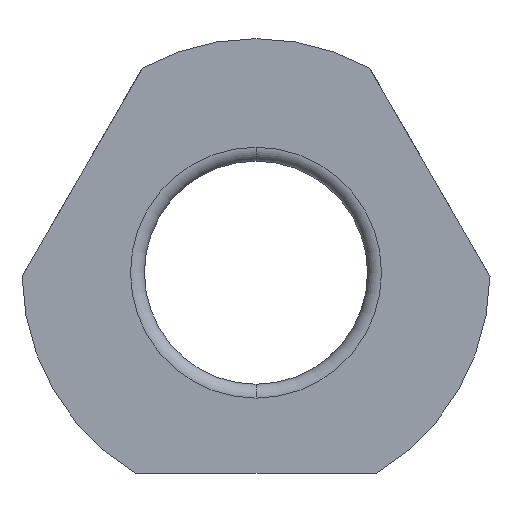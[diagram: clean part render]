
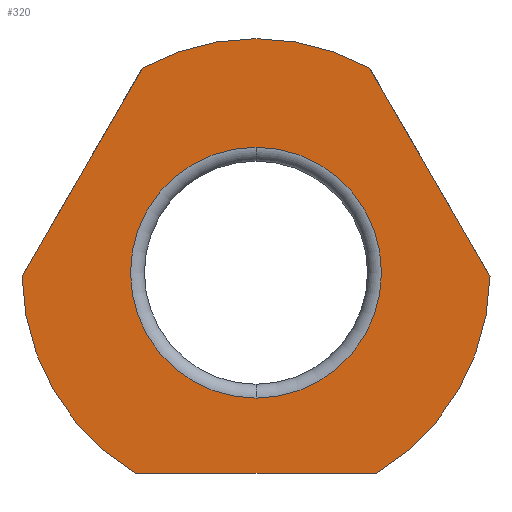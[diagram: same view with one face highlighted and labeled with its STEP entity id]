
A CAD part, front view. The second image highlights one B-rep face of the part: STEP entity #320.
In plain terms, the highlighted planar face has unit normal (0, -1, 0).
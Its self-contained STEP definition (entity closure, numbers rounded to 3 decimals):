
#19 = FACE_OUTER_BOUND ( 'NONE', #135, .T. ) ;
#38 = DIRECTION ( 'NONE',  ( 0.5, 0., -0.866 ) ) ;
#39 = EDGE_CURVE ( 'NONE', #245, #64, #334, .T. ) ;
#48 = CARTESIAN_POINT ( 'NONE',  ( -2.036, 0., 3.669 ) ) ;
#53 = EDGE_CURVE ( 'NONE', #195, #73, #96, .T. ) ;
#54 = AXIS2_PLACEMENT_3D ( 'NONE', #501, #548, #107 ) ;
#64 = VERTEX_POINT ( 'NONE', #193 ) ;
#73 = VERTEX_POINT ( 'NONE', #486 ) ;
#86 = LINE ( 'NONE', #639, #544 ) ;
#87 = EDGE_CURVE ( 'NONE', #123, #173, #311, .T. ) ;
#93 = VECTOR ( 'NONE', #551, 1000. ) ;
#96 = CIRCLE ( 'NONE', #468, 4.196 ) ;
#98 = DIRECTION ( 'NONE',  ( 0., 0., 1. ) ) ;
#107 = DIRECTION ( 'NONE',  ( 0., 0., 1. ) ) ;
#116 = CARTESIAN_POINT ( 'NONE',  ( -3.116, 0., 1.799 ) ) ;
#123 = VERTEX_POINT ( 'NONE', #602 ) ;
#129 = VERTEX_POINT ( 'NONE', #307 ) ;
#134 = EDGE_CURVE ( 'NONE', #129, #64, #398, .T. ) ;
#135 = EDGE_LOOP ( 'NONE', ( #484, #262, #504, #225, #571, #465 ) ) ;
#143 = CIRCLE ( 'NONE', #54, 2.25 ) ;
#149 = DIRECTION ( 'NONE',  ( 0., 1., 0. ) ) ;
#150 = EDGE_CURVE ( 'NONE', #173, #123, #143, .T. ) ;
#160 = DIRECTION ( 'NONE',  ( 0., 1., 0. ) ) ;
#162 = CARTESIAN_POINT ( 'NONE',  ( 0., 0., 0. ) ) ;
#173 = VERTEX_POINT ( 'NONE', #509 ) ;
#188 = DIRECTION ( 'NONE',  ( 1., 0., 0. ) ) ;
#193 = CARTESIAN_POINT ( 'NONE',  ( 2.159, 0., -3.598 ) ) ;
#195 = VERTEX_POINT ( 'NONE', #48 ) ;
#225 = ORIENTED_EDGE ( 'NONE', *, *, #478, .F. ) ;
#245 = VERTEX_POINT ( 'NONE', #275 ) ;
#262 = ORIENTED_EDGE ( 'NONE', *, *, #53, .F. ) ;
#275 = CARTESIAN_POINT ( 'NONE',  ( -2.159, 0., -3.598 ) ) ;
#307 = CARTESIAN_POINT ( 'NONE',  ( 4.196, 0., -0.071 ) ) ;
#311 = CIRCLE ( 'NONE', #427, 2.25 ) ;
#317 = VERTEX_POINT ( 'NONE', #511 ) ;
#320 = ADVANCED_FACE ( 'NONE', ( #513, #19 ), #604, .F. ) ;
#332 = CARTESIAN_POINT ( 'NONE',  ( 0., 0., 0. ) ) ;
#334 = LINE ( 'NONE', #441, #384 ) ;
#339 = EDGE_LOOP ( 'NONE', ( #628, #351 ) ) ;
#351 = ORIENTED_EDGE ( 'NONE', *, *, #87, .T. ) ;
#360 = DIRECTION ( 'NONE',  ( 0., 0., 1. ) ) ;
#372 = DIRECTION ( 'NONE',  ( 0., 0., 1. ) ) ;
#381 = DIRECTION ( 'NONE',  ( 0., 0., 1. ) ) ;
#383 = CARTESIAN_POINT ( 'NONE',  ( 0., 0., 0. ) ) ;
#384 = VECTOR ( 'NONE', #188, 1000. ) ;
#398 = CIRCLE ( 'NONE', #415, 4.196 ) ;
#405 = EDGE_CURVE ( 'NONE', #195, #317, #408, .T. ) ;
#408 = LINE ( 'NONE', #116, #93 ) ;
#411 = DIRECTION ( 'NONE',  ( 0., 1., 0. ) ) ;
#415 = AXIS2_PLACEMENT_3D ( 'NONE', #453, #411, #596 ) ;
#427 = AXIS2_PLACEMENT_3D ( 'NONE', #162, #149, #98 ) ;
#441 = CARTESIAN_POINT ( 'NONE',  ( 0., 0., -3.598 ) ) ;
#453 = CARTESIAN_POINT ( 'NONE',  ( 0., 0., 0. ) ) ;
#464 = CARTESIAN_POINT ( 'NONE',  ( 0., 0., 0. ) ) ;
#465 = ORIENTED_EDGE ( 'NONE', *, *, #134, .F. ) ;
#468 = AXIS2_PLACEMENT_3D ( 'NONE', #383, #578, #381 ) ;
#478 = EDGE_CURVE ( 'NONE', #245, #317, #605, .T. ) ;
#484 = ORIENTED_EDGE ( 'NONE', *, *, #607, .F. ) ;
#486 = CARTESIAN_POINT ( 'NONE',  ( 2.036, 0., 3.669 ) ) ;
#501 = CARTESIAN_POINT ( 'NONE',  ( 0., 0., 0. ) ) ;
#504 = ORIENTED_EDGE ( 'NONE', *, *, #405, .T. ) ;
#508 = AXIS2_PLACEMENT_3D ( 'NONE', #464, #160, #360 ) ;
#509 = CARTESIAN_POINT ( 'NONE',  ( 0., 0., 2.25 ) ) ;
#511 = CARTESIAN_POINT ( 'NONE',  ( -4.196, 0., -0.071 ) ) ;
#513 = FACE_BOUND ( 'NONE', #339, .T. ) ;
#515 = AXIS2_PLACEMENT_3D ( 'NONE', #332, #621, #372 ) ;
#544 = VECTOR ( 'NONE', #38, 1000. ) ;
#548 = DIRECTION ( 'NONE',  ( 0., 1., 0. ) ) ;
#551 = DIRECTION ( 'NONE',  ( -0.5, 0., -0.866 ) ) ;
#571 = ORIENTED_EDGE ( 'NONE', *, *, #39, .T. ) ;
#578 = DIRECTION ( 'NONE',  ( 0., 1., 0. ) ) ;
#596 = DIRECTION ( 'NONE',  ( 0., 0., 1. ) ) ;
#602 = CARTESIAN_POINT ( 'NONE',  ( 0., 0., -2.25 ) ) ;
#604 = PLANE ( 'NONE',  #508 ) ;
#605 = CIRCLE ( 'NONE', #515, 4.196 ) ;
#607 = EDGE_CURVE ( 'NONE', #73, #129, #86, .T. ) ;
#621 = DIRECTION ( 'NONE',  ( 0., 1., 0. ) ) ;
#628 = ORIENTED_EDGE ( 'NONE', *, *, #150, .T. ) ;
#639 = CARTESIAN_POINT ( 'NONE',  ( 3.116, 0., 1.799 ) ) ;
